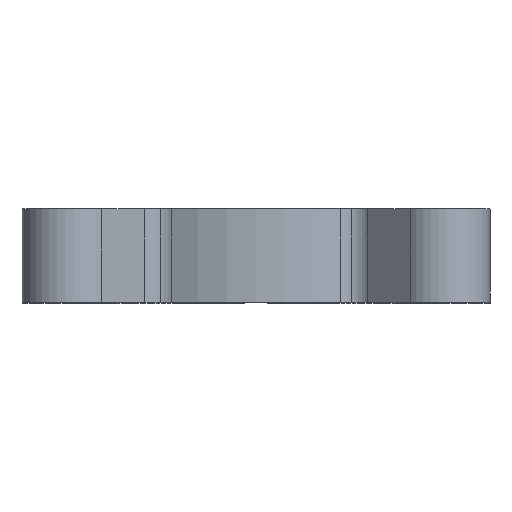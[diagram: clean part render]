
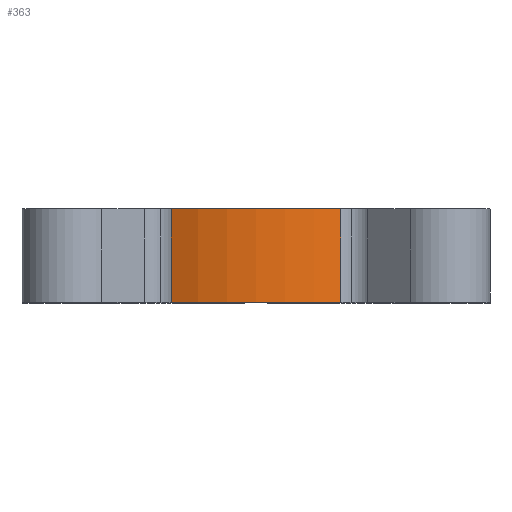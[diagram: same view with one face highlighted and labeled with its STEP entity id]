
A CAD part, top view. The second image highlights one B-rep face of the part: STEP entity #363.
In plain terms, the highlighted cylindrical face has radius 16.5 mm (diameter 33 mm), a partial arc.
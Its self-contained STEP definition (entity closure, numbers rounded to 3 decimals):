
#363 = ADVANCED_FACE ( 'NONE', ( #9170 ), #2062, .T. ) ;
#366 = CARTESIAN_POINT ( 'NONE',  ( 7.253, 0., 14.821 ) ) ;
#648 = ORIENTED_EDGE ( 'NONE', *, *, #9063, .T. ) ;
#662 = ORIENTED_EDGE ( 'NONE', *, *, #10812, .F. ) ;
#979 = CARTESIAN_POINT ( 'NONE',  ( 7.253, 8., 14.821 ) ) ;
#1028 = ORIENTED_EDGE ( 'NONE', *, *, #7578, .T. ) ;
#1226 = CARTESIAN_POINT ( 'NONE',  ( 7.253, 8., 14.821 ) ) ;
#1830 = AXIS2_PLACEMENT_3D ( 'NONE', #5074, #11119, #11164 ) ;
#1854 = EDGE_CURVE ( 'NONE', #2494, #7114, #5501, .T. ) ;
#1987 = DIRECTION ( 'NONE',  ( 0., -1., 0. ) ) ;
#2026 = VECTOR ( 'NONE', #6997, 1000. ) ;
#2062 = CYLINDRICAL_SURFACE ( 'NONE', #5631, 16.5 ) ;
#2084 = VERTEX_POINT ( 'NONE', #366 ) ;
#2494 = VERTEX_POINT ( 'NONE', #7421 ) ;
#2857 = DIRECTION ( 'NONE',  ( 0., 0., -1. ) ) ;
#2893 = DIRECTION ( 'NONE',  ( 0., 1., 0. ) ) ;
#3693 = CARTESIAN_POINT ( 'NONE',  ( 0., 8., 0. ) ) ;
#3796 = LINE ( 'NONE', #979, #2026 ) ;
#4569 = CIRCLE ( 'NONE', #7614, 16.5 ) ;
#4603 = CARTESIAN_POINT ( 'NONE',  ( 0., 8., 0. ) ) ;
#5074 = CARTESIAN_POINT ( 'NONE',  ( 0., 0., 0. ) ) ;
#5501 = LINE ( 'NONE', #8547, #6832 ) ;
#5631 = AXIS2_PLACEMENT_3D ( 'NONE', #3693, #1987, #2857 ) ;
#6095 = CIRCLE ( 'NONE', #1830, 16.5 ) ;
#6832 = VECTOR ( 'NONE', #11061, 1000. ) ;
#6997 = DIRECTION ( 'NONE',  ( 0., 1., 0. ) ) ;
#7114 = VERTEX_POINT ( 'NONE', #9390 ) ;
#7187 = ORIENTED_EDGE ( 'NONE', *, *, #1854, .T. ) ;
#7421 = CARTESIAN_POINT ( 'NONE',  ( -7.253, 8., 14.821 ) ) ;
#7578 = EDGE_CURVE ( 'NONE', #7114, #2084, #6095, .T. ) ;
#7614 = AXIS2_PLACEMENT_3D ( 'NONE', #4603, #2893, #7987 ) ;
#7987 = DIRECTION ( 'NONE',  ( 0., 0., 1. ) ) ;
#8261 = VERTEX_POINT ( 'NONE', #1226 ) ;
#8547 = CARTESIAN_POINT ( 'NONE',  ( -7.253, 8., 14.821 ) ) ;
#8586 = EDGE_LOOP ( 'NONE', ( #662, #7187, #1028, #648 ) ) ;
#9063 = EDGE_CURVE ( 'NONE', #2084, #8261, #3796, .T. ) ;
#9170 = FACE_OUTER_BOUND ( 'NONE', #8586, .T. ) ;
#9390 = CARTESIAN_POINT ( 'NONE',  ( -7.253, 0., 14.821 ) ) ;
#10812 = EDGE_CURVE ( 'NONE', #2494, #8261, #4569, .T. ) ;
#11061 = DIRECTION ( 'NONE',  ( 0., -1., 0. ) ) ;
#11119 = DIRECTION ( 'NONE',  ( 0., 1., 0. ) ) ;
#11164 = DIRECTION ( 'NONE',  ( 0., 0., 1. ) ) ;
